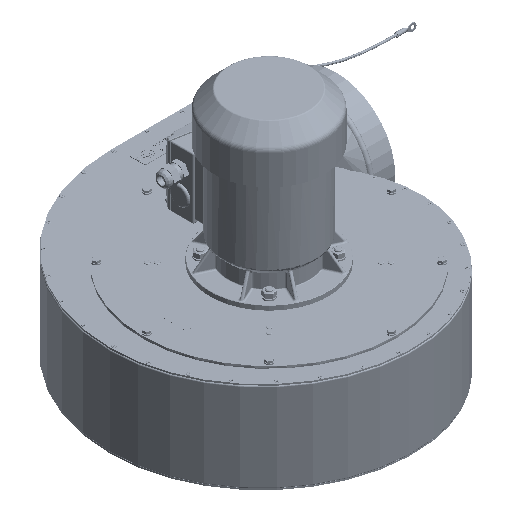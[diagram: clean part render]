
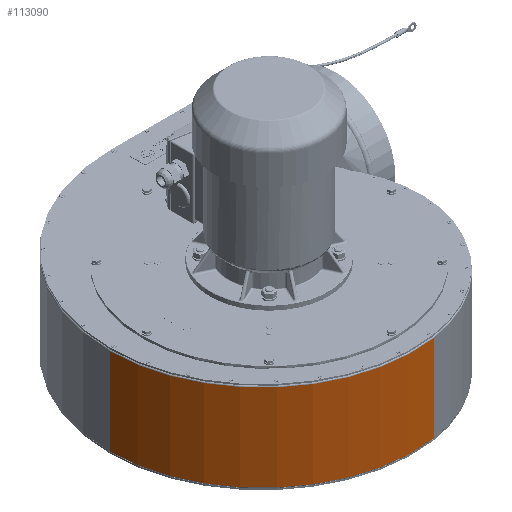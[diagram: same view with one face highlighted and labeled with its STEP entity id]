
A CAD part, isometric view. The second image highlights one B-rep face of the part: STEP entity #113090.
In plain terms, the highlighted cylindrical face has radius 256.05 mm (diameter 512.1 mm), a partial arc.
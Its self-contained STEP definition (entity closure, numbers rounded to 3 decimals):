
#15645=FACE_OUTER_BOUND('',#22888,.T.);
#22888=EDGE_LOOP('',(#98511,#98512,#98513,#98514));
#30991=LINE('',#209730,#38948);
#30992=LINE('',#209732,#38949);
#38948=VECTOR('',#148479,10.);
#38949=VECTOR('',#148482,10.);
#42706=CIRCLE('',#122285,256.05);
#42714=CIRCLE('',#122299,256.05);
#52727=VERTEX_POINT('',#209692);
#52728=VERTEX_POINT('',#209696);
#52730=VERTEX_POINT('',#209710);
#52731=VERTEX_POINT('',#209714);
#68052=EDGE_CURVE('',#52728,#52727,#42706,.T.);
#68061=EDGE_CURVE('',#52730,#52731,#42714,.T.);
#68068=EDGE_CURVE('',#52728,#52731,#30991,.T.);
#68069=EDGE_CURVE('',#52727,#52730,#30992,.T.);
#98511=ORIENTED_EDGE('',*,*,#68052,.F.);
#98512=ORIENTED_EDGE('',*,*,#68068,.T.);
#98513=ORIENTED_EDGE('',*,*,#68061,.F.);
#98514=ORIENTED_EDGE('',*,*,#68069,.F.);
#100763=CYLINDRICAL_SURFACE('',#122309,256.05);
#113090=ADVANCED_FACE('',(#15645),#100763,.T.);
#122285=AXIS2_PLACEMENT_3D('',#209698,#148427,#148428);
#122299=AXIS2_PLACEMENT_3D('',#209716,#148456,#148457);
#122309=AXIS2_PLACEMENT_3D('',#209731,#148480,#148481);
#148427=DIRECTION('center_axis',(0.,0.,-1.));
#148428=DIRECTION('ref_axis',(-0.655,-0.755,0.));
#148456=DIRECTION('center_axis',(0.,0.,1.));
#148457=DIRECTION('ref_axis',(-0.655,-0.755,0.));
#148479=DIRECTION('',(0.,0.,1.));
#148480=DIRECTION('center_axis',(0.,0.,1.));
#148481=DIRECTION('ref_axis',(-1.,0.,0.));
#148482=DIRECTION('',(0.,0.,1.));
#209692=CARTESIAN_POINT('',(-269.35,17.,-148.125));
#209696=CARTESIAN_POINT('',(22.767,-236.497,-148.125));
#209698=CARTESIAN_POINT('Origin',(-13.3,17.,-148.125));
#209710=CARTESIAN_POINT('',(-269.35,17.,-1.875));
#209714=CARTESIAN_POINT('',(22.767,-236.497,-1.875));
#209716=CARTESIAN_POINT('Origin',(-13.3,17.,-1.875));
#209730=CARTESIAN_POINT('',(22.767,-236.497,0.));
#209731=CARTESIAN_POINT('Origin',(-13.3,17.,-75.));
#209732=CARTESIAN_POINT('',(-269.35,17.,0.));
